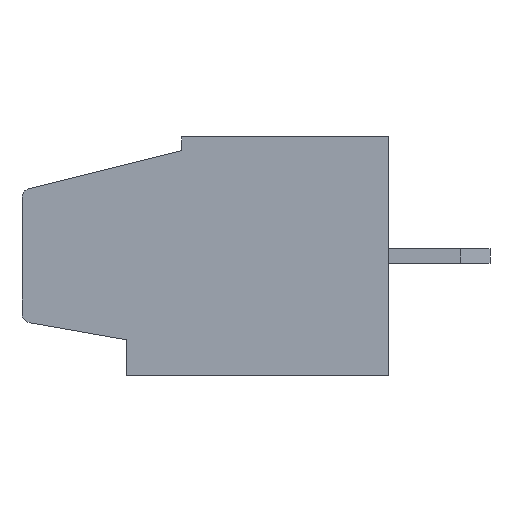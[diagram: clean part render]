
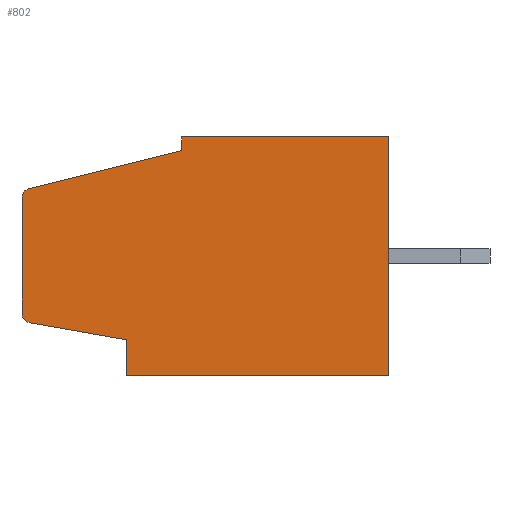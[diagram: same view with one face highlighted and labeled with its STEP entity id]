
A CAD part, left-side view. The second image highlights one B-rep face of the part: STEP entity #802.
In plain terms, the highlighted planar face has unit normal (-1, 0, 0).
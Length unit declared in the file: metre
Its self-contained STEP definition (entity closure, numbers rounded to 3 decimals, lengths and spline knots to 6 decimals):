
#802=ADVANCED_FACE('',(#1947),#1948,.F.);
#1947=FACE_OUTER_BOUND('',#3494,.T.);
#1948=PLANE('',#3495);
#3494=EDGE_LOOP('',(#5932,#5933,#5934,#5935,#5936,#5937,#5938,#5939,#5940,#5941));
#3495=AXIS2_PLACEMENT_3D('',#5942,#5943,#5944);
#5932=ORIENTED_EDGE('',*,*,#9782,.F.);
#5933=ORIENTED_EDGE('',*,*,#9298,.F.);
#5934=ORIENTED_EDGE('',*,*,#9588,.F.);
#5935=ORIENTED_EDGE('',*,*,#9783,.F.);
#5936=ORIENTED_EDGE('',*,*,#9432,.F.);
#5937=ORIENTED_EDGE('',*,*,#9784,.F.);
#5938=ORIENTED_EDGE('',*,*,#9785,.F.);
#5939=ORIENTED_EDGE('',*,*,#9786,.F.);
#5940=ORIENTED_EDGE('',*,*,#9787,.F.);
#5941=ORIENTED_EDGE('',*,*,#8972,.F.);
#5942=CARTESIAN_POINT('',(0.0,0.0123,-0.006098));
#5943=DIRECTION('',(1.0,0.,0.));
#5944=DIRECTION('',(0.,1.0,0.));
#8972=EDGE_CURVE('',#10704,#10700,#10706,.T.);
#9298=EDGE_CURVE('',#11279,#11275,#11281,.T.);
#9432=EDGE_CURVE('',#11513,#11515,#11516,.T.);
#9588=EDGE_CURVE('',#11783,#11279,#11785,.T.);
#9782=EDGE_CURVE('',#11275,#10704,#12083,.T.);
#9783=EDGE_CURVE('',#11515,#11783,#12084,.T.);
#9784=EDGE_CURVE('',#12085,#11513,#12086,.T.);
#9785=EDGE_CURVE('',#12087,#12085,#12088,.T.);
#9786=EDGE_CURVE('',#12089,#12087,#12090,.T.);
#9787=EDGE_CURVE('',#10700,#12089,#12091,.T.);
#10700=VERTEX_POINT('',#13274);
#10704=VERTEX_POINT('',#13279);
#10706=CIRCLE('',#13282,0.0003);
#11275=VERTEX_POINT('',#14141);
#11279=VERTEX_POINT('',#14146);
#11281=CIRCLE('',#14149,0.0003);
#11513=VERTEX_POINT('',#14481);
#11515=VERTEX_POINT('',#14484);
#11516=LINE('',#14485,#14486);
#11783=VERTEX_POINT('',#14914);
#11785=LINE('',#14917,#14918);
#12083=LINE('',#15344,#15345);
#12084=LINE('',#15346,#15347);
#12085=VERTEX_POINT('',#15348);
#12086=LINE('',#15349,#15350);
#12087=VERTEX_POINT('',#15351);
#12088=LINE('',#15352,#15353);
#12089=VERTEX_POINT('',#15354);
#12090=LINE('',#15355,#15356);
#12091=LINE('',#15357,#15358);
#13274=CARTESIAN_POINT('',(0.0,0.012373,-0.001793));
#13279=CARTESIAN_POINT('',(0.0,0.0126,-0.002084));
#13282=AXIS2_PLACEMENT_3D('',#17133,#17134,#17135);
#14141=CARTESIAN_POINT('',(0.0,0.0126,-0.006098));
#14146=CARTESIAN_POINT('',(0.0,0.012352,-0.006394));
#14149=AXIS2_PLACEMENT_3D('',#17516,#17517,#17518);
#14481=CARTESIAN_POINT('',(0.0,0.0,-0.0082));
#14484=CARTESIAN_POINT('',(0.0,0.009,-0.0082));
#14485=CARTESIAN_POINT('',(0.0,0.009,-0.0082));
#14486=VECTOR('',#17659,1.0);
#14914=CARTESIAN_POINT('',(0.0,0.009,-0.006985));
#14917=CARTESIAN_POINT('',(0.0,0.012352,-0.006394));
#14918=VECTOR('',#17826,1.0);
#15344=CARTESIAN_POINT('',(0.0,0.0126,-0.002084));
#15345=VECTOR('',#18020,1.0);
#15346=CARTESIAN_POINT('',(0.0,0.009,-0.006985));
#15347=VECTOR('',#18021,1.0);
#15348=CARTESIAN_POINT('',(0.0,0.0,0.0));
#15349=CARTESIAN_POINT('',(0.0,0.0,-0.0082));
#15350=VECTOR('',#18022,1.0);
#15351=CARTESIAN_POINT('',(0.0,0.0071,0.0));
#15352=CARTESIAN_POINT('',(0.0,0.0,0.0));
#15353=VECTOR('',#18023,1.0);
#15354=CARTESIAN_POINT('',(0.0,0.0071,-0.000479));
#15355=CARTESIAN_POINT('',(0.0,0.0071,0.0));
#15356=VECTOR('',#18024,1.0);
#15357=CARTESIAN_POINT('',(0.0,0.0071,-0.000479));
#15358=VECTOR('',#18025,1.0);
#17133=CARTESIAN_POINT('',(0.0,0.0123,-0.002084));
#17134=DIRECTION('',(1.0,0.,0.));
#17135=DIRECTION('',(0.,-0.788,-0.616));
#17516=CARTESIAN_POINT('',(0.0,0.0123,-0.006098));
#17517=DIRECTION('',(1.0,0.,0.));
#17518=DIRECTION('',(0.,-0.766,0.643));
#17659=DIRECTION('',(0.,1.0,0.));
#17826=DIRECTION('',(0.,0.985,0.174));
#18020=DIRECTION('',(0.,0.,1.0));
#18021=DIRECTION('',(0.,0.,1.0));
#18022=DIRECTION('',(0.,0.,-1.0));
#18023=DIRECTION('',(0.,-1.0,0.));
#18024=DIRECTION('',(0.,0.,1.0));
#18025=DIRECTION('',(0.,-0.97,0.242));
